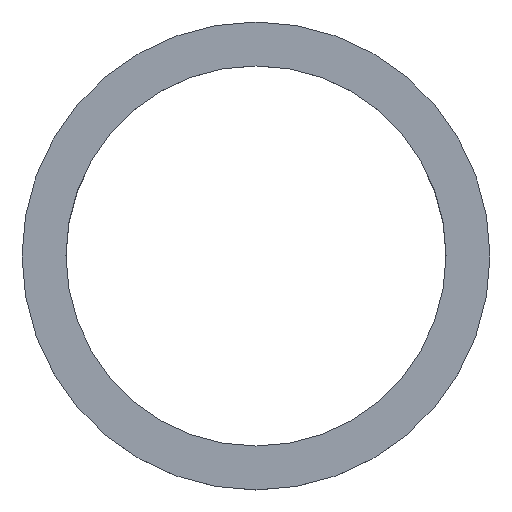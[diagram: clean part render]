
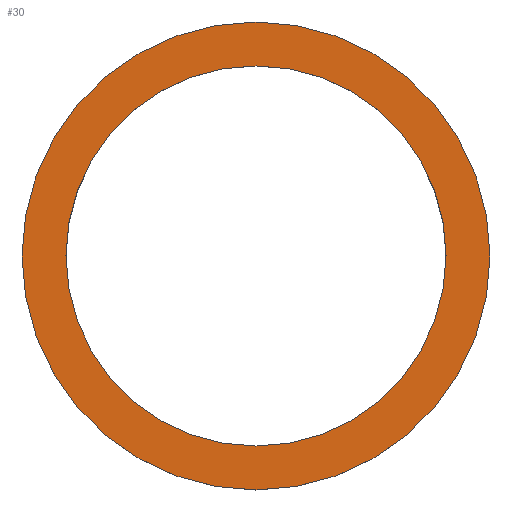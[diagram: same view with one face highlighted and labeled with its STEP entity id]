
A CAD part, top view. The second image highlights one B-rep face of the part: STEP entity #30.
In plain terms, the highlighted planar face has unit normal (0, 0, 1).
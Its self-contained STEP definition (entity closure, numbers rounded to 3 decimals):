
#2 = EDGE_CURVE ( 'NONE', #200, #137, #121, .T. ) ;
#5 = ORIENTED_EDGE ( 'NONE', *, *, #17, .T. ) ;
#7 = PLANE ( 'NONE',  #180 ) ;
#13 = DIRECTION ( 'NONE',  ( 0., 0., 1. ) ) ;
#17 = EDGE_CURVE ( 'NONE', #137, #200, #66, .T. ) ;
#21 = AXIS2_PLACEMENT_3D ( 'NONE', #172, #44, #65 ) ;
#22 = ORIENTED_EDGE ( 'NONE', *, *, #2, .T. ) ;
#23 = AXIS2_PLACEMENT_3D ( 'NONE', #165, #13, #166 ) ;
#27 = CARTESIAN_POINT ( 'NONE',  ( 13.05, 0., 1. ) ) ;
#28 = CARTESIAN_POINT ( 'NONE',  ( -10.6, 0., 1. ) ) ;
#30 = ADVANCED_FACE ( 'NONE', ( #64, #96 ), #7, .T. ) ;
#35 = CARTESIAN_POINT ( 'NONE',  ( -13.05, 0., 1. ) ) ;
#41 = EDGE_LOOP ( 'NONE', ( #158, #142 ) ) ;
#44 = DIRECTION ( 'NONE',  ( 0., 0., 1. ) ) ;
#55 = CARTESIAN_POINT ( 'NONE',  ( 10.6, 0., 1. ) ) ;
#61 = VERTEX_POINT ( 'NONE', #28 ) ;
#64 = FACE_OUTER_BOUND ( 'NONE', #201, .T. ) ;
#65 = DIRECTION ( 'NONE',  ( 1., 0., 0. ) ) ;
#66 = CIRCLE ( 'NONE', #214, 13.05 ) ;
#71 = CARTESIAN_POINT ( 'NONE',  ( 0., 0., 1. ) ) ;
#72 = DIRECTION ( 'NONE',  ( 1., 0., 0. ) ) ;
#76 = DIRECTION ( 'NONE',  ( 0., 0., 1. ) ) ;
#84 = DIRECTION ( 'NONE',  ( 0., 0., 1. ) ) ;
#96 = FACE_BOUND ( 'NONE', #41, .T. ) ;
#103 = EDGE_CURVE ( 'NONE', #203, #61, #105, .T. ) ;
#105 = CIRCLE ( 'NONE', #163, 10.6 ) ;
#109 = CARTESIAN_POINT ( 'NONE',  ( 0., 0., 1. ) ) ;
#121 = CIRCLE ( 'NONE', #21, 13.05 ) ;
#126 = CARTESIAN_POINT ( 'NONE',  ( 0., 0., 1. ) ) ;
#128 = DIRECTION ( 'NONE',  ( 1., 0., 0. ) ) ;
#136 = EDGE_CURVE ( 'NONE', #61, #203, #208, .T. ) ;
#137 = VERTEX_POINT ( 'NONE', #27 ) ;
#139 = DIRECTION ( 'NONE',  ( 1., 0., 0. ) ) ;
#142 = ORIENTED_EDGE ( 'NONE', *, *, #103, .F. ) ;
#158 = ORIENTED_EDGE ( 'NONE', *, *, #136, .F. ) ;
#163 = AXIS2_PLACEMENT_3D ( 'NONE', #71, #84, #72 ) ;
#165 = CARTESIAN_POINT ( 'NONE',  ( 0., 0., 1. ) ) ;
#166 = DIRECTION ( 'NONE',  ( 1., 0., 0. ) ) ;
#171 = DIRECTION ( 'NONE',  ( 0., 0., 1. ) ) ;
#172 = CARTESIAN_POINT ( 'NONE',  ( 0., 0., 1. ) ) ;
#180 = AXIS2_PLACEMENT_3D ( 'NONE', #126, #76, #128 ) ;
#200 = VERTEX_POINT ( 'NONE', #35 ) ;
#201 = EDGE_LOOP ( 'NONE', ( #22, #5 ) ) ;
#203 = VERTEX_POINT ( 'NONE', #55 ) ;
#208 = CIRCLE ( 'NONE', #23, 10.6 ) ;
#214 = AXIS2_PLACEMENT_3D ( 'NONE', #109, #171, #139 ) ;
